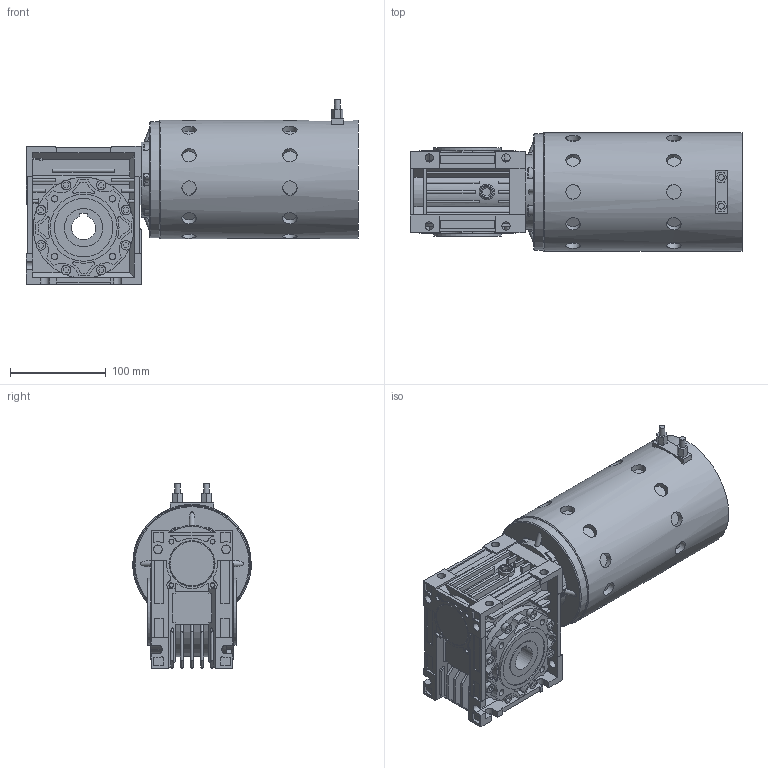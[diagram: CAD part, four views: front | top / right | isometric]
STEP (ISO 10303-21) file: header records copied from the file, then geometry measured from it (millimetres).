
FILE_DESCRIPTION( ( 'Unknown' ), '1' );
FILE_NAME( 'WHD123224.stp', 'Unknown', ( 'Unknown' ), ( 'Unknown' ), 'PSStep 17.0.49', 'Unknown', ' ' );
FILE_SCHEMA( ( 'AUTOMOTIVE_DESIGN { 1 0 10303 214 1 1 1 1 }' ) );
Length unit declared in the file: millimetre
Products named in the file (1): 1
Bounding box: 346 x 123.5 x 192.35 mm (x, y, z)
Volume: 3582192.8 mm3; surface area: 288619.7 mm2
Topology: 1 solids, 5 shells, 931 faces, 2492 edges, 1633 vertices
Faces by surface type: plane 540, cylinder 338, bspline 26, torus 24, cone 3
Full cylindrical faces by diameter (mm): 5 x4, 6 x2, 6.647 x8, 8.6 x4, 8.75 x1, 9 x4, 9.85 x8, 15 x22, 16 x1, 40 x2, 61 x2, 70 x2, 121 x1, 123.5 x1
Entity records: 42568 total; most frequent: CARTESIAN_POINT 11992, DIRECTION 4842, ORIENTED_EDGE 4746, EDGE_CURVE 2373, AXIS2_PLACEMENT_3D 1683, VERTEX_POINT 1583, LINE 1476, VECTOR 1476
